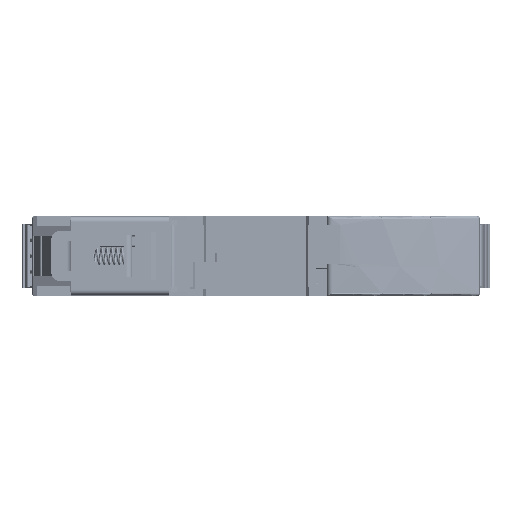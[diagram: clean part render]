
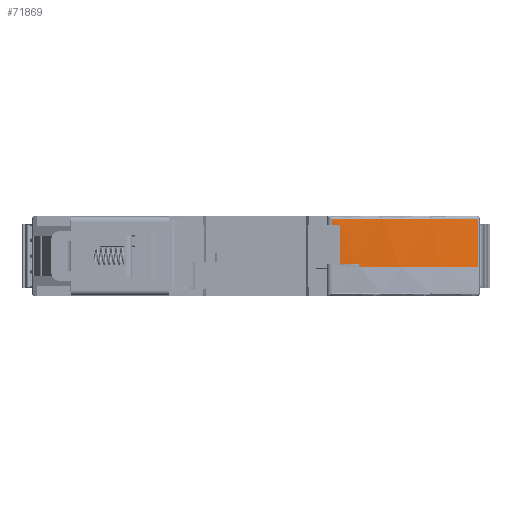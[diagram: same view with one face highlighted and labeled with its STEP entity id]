
A CAD part, front view. The second image highlights one B-rep face of the part: STEP entity #71869.
In plain terms, the highlighted cylindrical face has radius 80 mm (diameter 160 mm), a partial arc.
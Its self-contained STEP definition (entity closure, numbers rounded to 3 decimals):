
#66032=AXIS2_PLACEMENT_3D('Circle Axis2P3D',#66030,#66031,$) ;
#71817=AXIS2_PLACEMENT_3D('Cylinder Axis2P3D',#71814,#71815,#71816) ;
#71821=AXIS2_PLACEMENT_3D('Circle Axis2P3D',#71819,#71820,$) ;
#71837=AXIS2_PLACEMENT_3D('Circle Axis2P3D',#71835,#71836,$) ;
#71849=AXIS2_PLACEMENT_3D('Circle Axis2P3D',#71847,#71848,$) ;
#66027=CARTESIAN_POINT('Vertex',(49.223,4.169,6.3)) ;
#66030=CARTESIAN_POINT('Axis2P3D Location',(13.5,75.75,6.3)) ;
#66034=CARTESIAN_POINT('Vertex',(22.9,-3.696,6.3)) ;
#71798=CARTESIAN_POINT('Vertex',(49.223,4.169,17.1)) ;
#71801=CARTESIAN_POINT('Line Origine',(49.223,4.169,15.1)) ;
#71814=CARTESIAN_POINT('Axis2P3D Location',(13.5,75.75,7.1)) ;
#71819=CARTESIAN_POINT('Axis2P3D Location',(13.5,75.75,15.7)) ;
#71823=CARTESIAN_POINT('Vertex',(18.7,-4.081,15.7)) ;
#71825=CARTESIAN_POINT('Vertex',(16.741,-4.184,15.7)) ;
#71828=CARTESIAN_POINT('Line Origine',(18.7,-4.081,7.1)) ;
#71832=CARTESIAN_POINT('Vertex',(18.7,-4.081,7.1)) ;
#71835=CARTESIAN_POINT('Axis2P3D Location',(13.5,75.75,7.1)) ;
#71839=CARTESIAN_POINT('Vertex',(22.9,-3.696,7.1)) ;
#71842=CARTESIAN_POINT('Line Origine',(22.9,-3.696,7.1)) ;
#71847=CARTESIAN_POINT('Axis2P3D Location',(13.5,75.75,17.1)) ;
#71851=CARTESIAN_POINT('Vertex',(16.741,-4.184,17.1)) ;
#71854=CARTESIAN_POINT('Line Origine',(16.741,-4.184,7.1)) ;
#66031=DIRECTION('Axis2P3D Direction',(-0.,-0.,-1.)) ;
#71802=DIRECTION('Vector Direction',(0.,0.,1.)) ;
#71815=DIRECTION('Axis2P3D Direction',(0.,0.,1.)) ;
#71816=DIRECTION('Axis2P3D XDirection',(-1.,0.,0.)) ;
#71820=DIRECTION('Axis2P3D Direction',(0.,0.,1.)) ;
#71829=DIRECTION('Vector Direction',(0.,0.,1.)) ;
#71836=DIRECTION('Axis2P3D Direction',(0.,0.,1.)) ;
#71843=DIRECTION('Vector Direction',(0.,0.,1.)) ;
#71848=DIRECTION('Axis2P3D Direction',(0.,0.,1.)) ;
#71855=DIRECTION('Vector Direction',(0.,0.,1.)) ;
#71803=VECTOR('Line Direction',#71802,1.) ;
#71830=VECTOR('Line Direction',#71829,1.) ;
#71844=VECTOR('Line Direction',#71843,1.) ;
#71856=VECTOR('Line Direction',#71855,1.) ;
#71860=ORIENTED_EDGE('',*,*,#71827,.F.) ;
#71861=ORIENTED_EDGE('',*,*,#71834,.T.) ;
#71862=ORIENTED_EDGE('',*,*,#71841,.F.) ;
#71863=ORIENTED_EDGE('',*,*,#71846,.T.) ;
#71864=ORIENTED_EDGE('',*,*,#66036,.F.) ;
#71865=ORIENTED_EDGE('',*,*,#71805,.T.) ;
#71866=ORIENTED_EDGE('',*,*,#71853,.T.) ;
#71867=ORIENTED_EDGE('',*,*,#71858,.T.) ;
#71869=ADVANCED_FACE('1006747 SG RS309',(#71868),#71818,.T.) ;
#66033=CIRCLE('generated circle',#66032,80.) ;
#71822=CIRCLE('generated circle',#71821,80.) ;
#71838=CIRCLE('generated circle',#71837,80.) ;
#71850=CIRCLE('generated circle',#71849,80.) ;
#71818=CYLINDRICAL_SURFACE('generated cylinder',#71817,80.) ;
#66036=EDGE_CURVE('',#66028,#66035,#66033,.T.) ;
#71805=EDGE_CURVE('',#66028,#71799,#71804,.T.) ;
#71827=EDGE_CURVE('',#71824,#71826,#71822,.F.) ;
#71834=EDGE_CURVE('',#71824,#71833,#71831,.F.) ;
#71841=EDGE_CURVE('',#71840,#71833,#71838,.F.) ;
#71846=EDGE_CURVE('',#71840,#66035,#71845,.F.) ;
#71853=EDGE_CURVE('',#71799,#71852,#71850,.F.) ;
#71858=EDGE_CURVE('',#71852,#71826,#71857,.F.) ;
#71859=EDGE_LOOP('',(#71860,#71861,#71862,#71863,#71864,#71865,#71866,#71867)) ;
#71868=FACE_OUTER_BOUND('',#71859,.T.) ;
#71804=LINE('Line',#71801,#71803) ;
#71831=LINE('Line',#71828,#71830) ;
#71845=LINE('Line',#71842,#71844) ;
#71857=LINE('Line',#71854,#71856) ;
#66028=VERTEX_POINT('',#66027) ;
#66035=VERTEX_POINT('',#66034) ;
#71799=VERTEX_POINT('',#71798) ;
#71824=VERTEX_POINT('',#71823) ;
#71826=VERTEX_POINT('',#71825) ;
#71833=VERTEX_POINT('',#71832) ;
#71840=VERTEX_POINT('',#71839) ;
#71852=VERTEX_POINT('',#71851) ;
